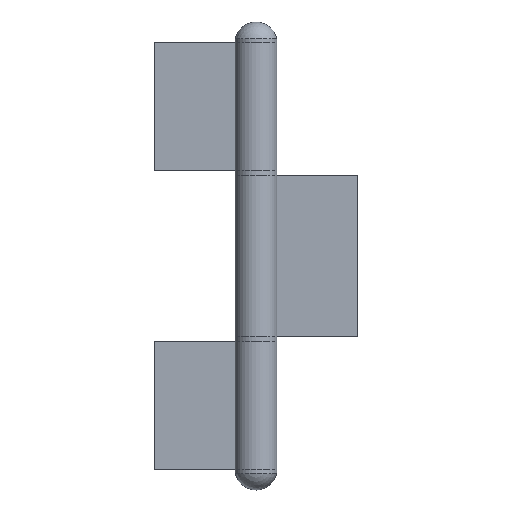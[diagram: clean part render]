
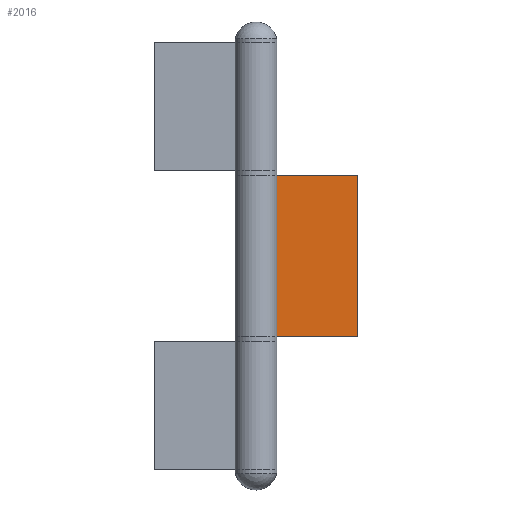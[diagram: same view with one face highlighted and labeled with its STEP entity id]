
A CAD part, top view. The second image highlights one B-rep face of the part: STEP entity #2016.
In plain terms, the highlighted face is planar.
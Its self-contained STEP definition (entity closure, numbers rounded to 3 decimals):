
#271 = CARTESIAN_POINT ( 'NONE',  ( -8.05, 50., 63.045 ) ) ;
#288 = CARTESIAN_POINT ( 'NONE',  ( -8.05, 50., 63.045 ) ) ;
#1965 = VECTOR ( 'NONE', #9721, 1000. ) ;
#2016 = ADVANCED_FACE ( 'NONE', ( #12936 ), #6175, .F. ) ;
#2370 = CARTESIAN_POINT ( 'NONE',  ( -8.05, 50., 63.045 ) ) ;
#2412 = CARTESIAN_POINT ( 'NONE',  ( -8.05, -50., 63.045 ) ) ;
#2430 = EDGE_CURVE ( 'NONE', #2880, #11786, #8559, .T. ) ;
#2880 = VERTEX_POINT ( 'NONE', #4066 ) ;
#3029 = ORIENTED_EDGE ( 'NONE', *, *, #7020, .T. ) ;
#3373 = VERTEX_POINT ( 'NONE', #5293 ) ;
#4066 = CARTESIAN_POINT ( 'NONE',  ( -8.05, 50., 0. ) ) ;
#4278 = ORIENTED_EDGE ( 'NONE', *, *, #8578, .T. ) ;
#4675 = CARTESIAN_POINT ( 'NONE',  ( -8.05, 50., 0. ) ) ;
#4895 = LINE ( 'NONE', #2370, #9442 ) ;
#5090 = LINE ( 'NONE', #9436, #11802 ) ;
#5113 = CARTESIAN_POINT ( 'NONE',  ( -8.05, -50., 0. ) ) ;
#5144 = DIRECTION ( 'NONE',  ( 0., 0., 1. ) ) ;
#5293 = CARTESIAN_POINT ( 'NONE',  ( -8.05, -50., 63.045 ) ) ;
#5861 = LINE ( 'NONE', #2412, #12575 ) ;
#5906 = EDGE_CURVE ( 'NONE', #7452, #2880, #5090, .T. ) ;
#6175 = PLANE ( 'NONE',  #8361 ) ;
#6382 = DIRECTION ( 'NONE',  ( 0., -1., 0. ) ) ;
#7020 = EDGE_CURVE ( 'NONE', #3373, #11786, #5861, .T. ) ;
#7452 = VERTEX_POINT ( 'NONE', #271 ) ;
#7910 = EDGE_LOOP ( 'NONE', ( #3029, #10391, #9989, #4278 ) ) ;
#8361 = AXIS2_PLACEMENT_3D ( 'NONE', #288, #9342, #5144 ) ;
#8559 = LINE ( 'NONE', #4675, #1965 ) ;
#8578 = EDGE_CURVE ( 'NONE', #7452, #3373, #4895, .T. ) ;
#9342 = DIRECTION ( 'NONE',  ( -1., 0., 0. ) ) ;
#9436 = CARTESIAN_POINT ( 'NONE',  ( -8.05, 50., 63.045 ) ) ;
#9442 = VECTOR ( 'NONE', #6382, 1000. ) ;
#9721 = DIRECTION ( 'NONE',  ( 0., -1., 0. ) ) ;
#9989 = ORIENTED_EDGE ( 'NONE', *, *, #5906, .F. ) ;
#10391 = ORIENTED_EDGE ( 'NONE', *, *, #2430, .F. ) ;
#11138 = DIRECTION ( 'NONE',  ( 0., 0., -1. ) ) ;
#11786 = VERTEX_POINT ( 'NONE', #5113 ) ;
#11802 = VECTOR ( 'NONE', #12201, 1000. ) ;
#12201 = DIRECTION ( 'NONE',  ( 0., 0., -1. ) ) ;
#12575 = VECTOR ( 'NONE', #11138, 1000. ) ;
#12936 = FACE_OUTER_BOUND ( 'NONE', #7910, .T. ) ;
